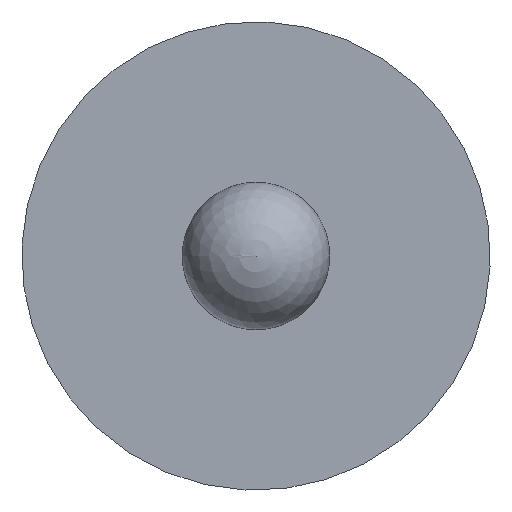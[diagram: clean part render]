
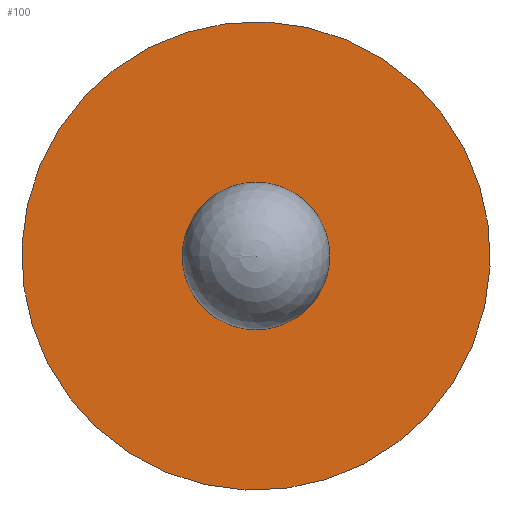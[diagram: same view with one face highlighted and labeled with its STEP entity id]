
A CAD part, left-side view. The second image highlights one B-rep face of the part: STEP entity #100.
In plain terms, the highlighted planar face has unit normal (-1, 0, 0).
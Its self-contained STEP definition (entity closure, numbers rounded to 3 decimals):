
#27=FACE_BOUND('',#43,.T.);
#34=FACE_OUTER_BOUND('',#42,.T.);
#42=EDGE_LOOP('',(#89));
#43=EDGE_LOOP('',(#90));
#47=CIRCLE('',#121,1.55);
#49=CIRCLE('',#123,6.5);
#53=VERTEX_POINT('',#162);
#57=VERTEX_POINT('',#360);
#62=EDGE_CURVE('',#53,#53,#47,.T.);
#68=EDGE_CURVE('',#57,#57,#49,.T.);
#89=ORIENTED_EDGE('',*,*,#68,.F.);
#90=ORIENTED_EDGE('',*,*,#62,.T.);
#93=PLANE('',#125);
#100=ADVANCED_FACE('',(#34,#27),#93,.F.);
#121=AXIS2_PLACEMENT_3D('',#164,#141,#142);
#123=AXIS2_PLACEMENT_3D('',#362,#146,#147);
#125=AXIS2_PLACEMENT_3D('',#364,#150,#151);
#141=DIRECTION('center_axis',(1.,0.,0.));
#142=DIRECTION('ref_axis',(0.,-1.,0.));
#146=DIRECTION('center_axis',(1.,0.,0.));
#147=DIRECTION('ref_axis',(0.,1.,0.));
#150=DIRECTION('center_axis',(1.,0.,0.));
#151=DIRECTION('ref_axis',(0.,0.,-1.));
#162=CARTESIAN_POINT('',(118.02,0.593,-2.934));
#164=CARTESIAN_POINT('Origin',(118.02,-0.957,-2.934));
#360=CARTESIAN_POINT('',(118.02,-7.298,-4.362));
#362=CARTESIAN_POINT('Origin',(118.02,-0.957,-2.934));
#364=CARTESIAN_POINT('Origin',(118.02,-0.957,-2.934));
